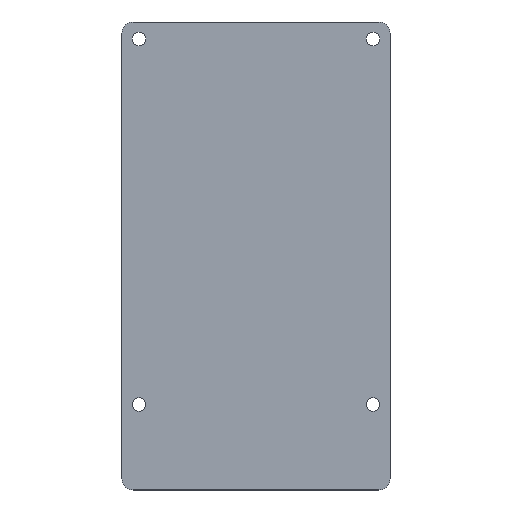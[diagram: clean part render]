
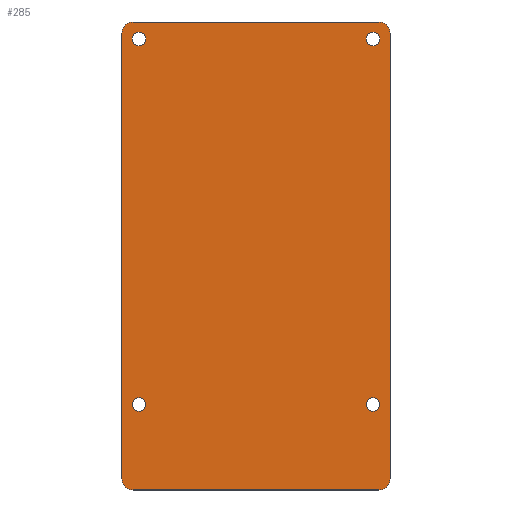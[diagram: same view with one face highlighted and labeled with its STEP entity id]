
A CAD part, top view. The second image highlights one B-rep face of the part: STEP entity #285.
In plain terms, the highlighted planar face has unit normal (0, 0, 1).
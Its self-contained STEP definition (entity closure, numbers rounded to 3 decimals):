
#22=FACE_BOUND('',#63,.T.);
#23=FACE_BOUND('',#64,.T.);
#24=FACE_BOUND('',#65,.T.);
#25=FACE_BOUND('',#66,.T.);
#34=PLANE('',#331);
#48=FACE_OUTER_BOUND('',#62,.T.);
#62=EDGE_LOOP('',(#236,#237,#238,#239,#240,#241,#242,#243));
#63=EDGE_LOOP('',(#244));
#64=EDGE_LOOP('',(#245));
#65=EDGE_LOOP('',(#246));
#66=EDGE_LOOP('',(#247));
#78=LINE('',#459,#98);
#82=LINE('',#471,#102);
#86=LINE('',#483,#106);
#90=LINE('',#495,#110);
#98=VECTOR('',#373,10.);
#102=VECTOR('',#385,10.);
#106=VECTOR('',#397,10.);
#110=VECTOR('',#409,10.);
#113=CIRCLE('',#305,1.5);
#115=CIRCLE('',#308,1.5);
#117=CIRCLE('',#311,1.5);
#119=CIRCLE('',#314,1.5);
#121=CIRCLE('',#318,2.54);
#123=CIRCLE('',#322,2.54);
#125=CIRCLE('',#326,2.54);
#127=CIRCLE('',#330,2.54);
#129=VERTEX_POINT('',#431);
#131=VERTEX_POINT('',#437);
#133=VERTEX_POINT('',#443);
#135=VERTEX_POINT('',#449);
#138=VERTEX_POINT('',#456);
#139=VERTEX_POINT('',#458);
#141=VERTEX_POINT('',#464);
#143=VERTEX_POINT('',#470);
#145=VERTEX_POINT('',#476);
#147=VERTEX_POINT('',#482);
#149=VERTEX_POINT('',#488);
#151=VERTEX_POINT('',#494);
#154=EDGE_CURVE('',#129,#129,#113,.T.);
#157=EDGE_CURVE('',#131,#131,#115,.T.);
#160=EDGE_CURVE('',#133,#133,#117,.T.);
#163=EDGE_CURVE('',#135,#135,#119,.T.);
#166=EDGE_CURVE('',#139,#138,#78,.T.);
#169=EDGE_CURVE('',#141,#139,#121,.T.);
#172=EDGE_CURVE('',#143,#141,#82,.T.);
#175=EDGE_CURVE('',#145,#143,#123,.T.);
#178=EDGE_CURVE('',#147,#145,#86,.T.);
#181=EDGE_CURVE('',#149,#147,#125,.T.);
#184=EDGE_CURVE('',#151,#149,#90,.T.);
#187=EDGE_CURVE('',#138,#151,#127,.T.);
#236=ORIENTED_EDGE('',*,*,#187,.T.);
#237=ORIENTED_EDGE('',*,*,#184,.T.);
#238=ORIENTED_EDGE('',*,*,#181,.T.);
#239=ORIENTED_EDGE('',*,*,#178,.T.);
#240=ORIENTED_EDGE('',*,*,#175,.T.);
#241=ORIENTED_EDGE('',*,*,#172,.T.);
#242=ORIENTED_EDGE('',*,*,#169,.T.);
#243=ORIENTED_EDGE('',*,*,#166,.T.);
#244=ORIENTED_EDGE('',*,*,#154,.T.);
#245=ORIENTED_EDGE('',*,*,#157,.T.);
#246=ORIENTED_EDGE('',*,*,#160,.T.);
#247=ORIENTED_EDGE('',*,*,#163,.T.);
#285=ADVANCED_FACE('',(#48,#22,#23,#24,#25),#34,.T.);
#305=AXIS2_PLACEMENT_3D('',#433,#346,#347);
#308=AXIS2_PLACEMENT_3D('',#439,#353,#354);
#311=AXIS2_PLACEMENT_3D('',#445,#360,#361);
#314=AXIS2_PLACEMENT_3D('',#451,#367,#368);
#318=AXIS2_PLACEMENT_3D('',#465,#379,#380);
#322=AXIS2_PLACEMENT_3D('',#477,#391,#392);
#326=AXIS2_PLACEMENT_3D('',#489,#403,#404);
#330=AXIS2_PLACEMENT_3D('',#499,#415,#416);
#331=AXIS2_PLACEMENT_3D('',#500,#417,#418);
#346=DIRECTION('center_axis',(0.,0.,-1.));
#347=DIRECTION('ref_axis',(1.,0.,0.));
#353=DIRECTION('center_axis',(0.,0.,-1.));
#354=DIRECTION('ref_axis',(1.,0.,0.));
#360=DIRECTION('center_axis',(0.,0.,-1.));
#361=DIRECTION('ref_axis',(1.,0.,0.));
#367=DIRECTION('center_axis',(0.,0.,-1.));
#368=DIRECTION('ref_axis',(1.,0.,0.));
#373=DIRECTION('',(-1.,0.,0.));
#379=DIRECTION('center_axis',(0.,0.,1.));
#380=DIRECTION('ref_axis',(1.,0.,0.));
#385=DIRECTION('',(0.,1.,0.));
#391=DIRECTION('center_axis',(0.,0.,1.));
#392=DIRECTION('ref_axis',(0.,-1.,0.));
#397=DIRECTION('',(1.,0.,0.));
#403=DIRECTION('center_axis',(0.,0.,1.));
#404=DIRECTION('ref_axis',(-1.,0.,0.));
#409=DIRECTION('',(0.,-1.,0.));
#415=DIRECTION('center_axis',(0.,0.,1.));
#416=DIRECTION('ref_axis',(0.,1.,0.));
#417=DIRECTION('center_axis',(0.,0.,1.));
#418=DIRECTION('ref_axis',(1.,0.,0.));
#431=CARTESIAN_POINT('',(2.31,100.33,1.57));
#433=CARTESIAN_POINT('Origin',(3.81,100.33,1.57));
#437=CARTESIAN_POINT('',(54.38,19.05,1.57));
#439=CARTESIAN_POINT('Origin',(55.88,19.05,1.57));
#443=CARTESIAN_POINT('',(2.31,19.05,1.57));
#445=CARTESIAN_POINT('Origin',(3.81,19.05,1.57));
#449=CARTESIAN_POINT('',(54.38,100.33,1.57));
#451=CARTESIAN_POINT('Origin',(55.88,100.33,1.57));
#456=CARTESIAN_POINT('',(2.54,104.14,1.57));
#458=CARTESIAN_POINT('',(57.15,104.14,1.57));
#459=CARTESIAN_POINT('',(57.15,104.14,1.57));
#464=CARTESIAN_POINT('',(59.69,101.6,1.57));
#465=CARTESIAN_POINT('Origin',(57.15,101.6,1.57));
#470=CARTESIAN_POINT('',(59.69,2.54,1.57));
#471=CARTESIAN_POINT('',(59.69,2.54,1.57));
#476=CARTESIAN_POINT('',(57.15,0.,1.57));
#477=CARTESIAN_POINT('Origin',(57.15,2.54,1.57));
#482=CARTESIAN_POINT('',(2.54,0.,1.57));
#483=CARTESIAN_POINT('',(2.54,0.,1.57));
#488=CARTESIAN_POINT('',(0.,2.54,1.57));
#489=CARTESIAN_POINT('Origin',(2.54,2.54,1.57));
#494=CARTESIAN_POINT('',(0.,101.6,1.57));
#495=CARTESIAN_POINT('',(0.,101.6,1.57));
#499=CARTESIAN_POINT('Origin',(2.54,101.6,1.57));
#500=CARTESIAN_POINT('Origin',(29.845,52.07,1.57));
